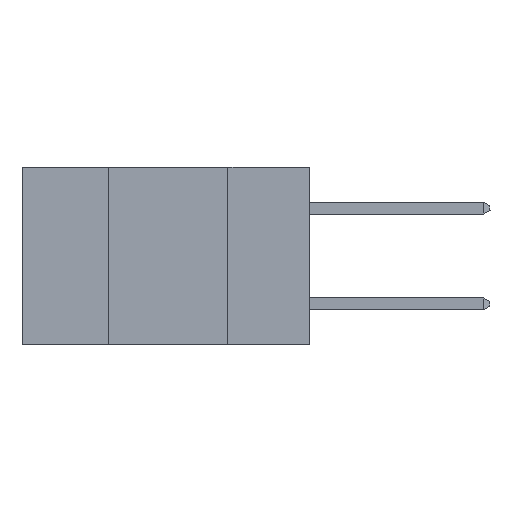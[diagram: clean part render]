
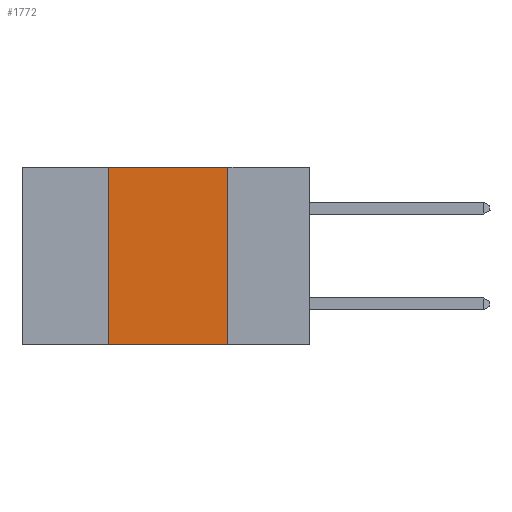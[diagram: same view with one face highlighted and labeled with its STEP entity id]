
A CAD part, left-side view. The second image highlights one B-rep face of the part: STEP entity #1772.
In plain terms, the highlighted planar face has unit normal (-1, 0, 0).
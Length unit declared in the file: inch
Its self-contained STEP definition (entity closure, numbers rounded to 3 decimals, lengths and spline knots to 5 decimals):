
#753 = DIRECTION ( 'NONE',  ( 0., -1., 0. ) ) ;
#1447 = VECTOR ( 'NONE', #5544, 39.37008 ) ;
#1579 = VERTEX_POINT ( 'NONE', #11003 ) ;
#1772 = ADVANCED_FACE ( 'NONE', ( #4502 ), #16996, .F. ) ;
#2617 = ORIENTED_EDGE ( 'NONE', *, *, #20980, .F. ) ;
#2821 = CARTESIAN_POINT ( 'NONE',  ( 0., 0.42, 0. ) ) ;
#4502 = FACE_OUTER_BOUND ( 'NONE', #9056, .T. ) ;
#4817 = VECTOR ( 'NONE', #753, 39.37008 ) ;
#5544 = DIRECTION ( 'NONE',  ( 0., -1., 0. ) ) ;
#5619 = CARTESIAN_POINT ( 'NONE',  ( 0., 0.6, -0.37 ) ) ;
#5888 = DIRECTION ( 'NONE',  ( 0., 0., -1. ) ) ;
#5936 = LINE ( 'NONE', #5619, #1447 ) ;
#6043 = LINE ( 'NONE', #2821, #9688 ) ;
#7136 = CARTESIAN_POINT ( 'NONE',  ( 0., 0.42, -0.37 ) ) ;
#8003 = DIRECTION ( 'NONE',  ( 1., 0., 0. ) ) ;
#8346 = LINE ( 'NONE', #12974, #19898 ) ;
#9056 = EDGE_LOOP ( 'NONE', ( #2617, #21467, #20369, #21802 ) ) ;
#9516 = VERTEX_POINT ( 'NONE', #9869 ) ;
#9688 = VECTOR ( 'NONE', #15203, 39.37008 ) ;
#9790 = DIRECTION ( 'NONE',  ( 0., 0., -1. ) ) ;
#9869 = CARTESIAN_POINT ( 'NONE',  ( 0., 0.17, -0.37 ) ) ;
#10002 = AXIS2_PLACEMENT_3D ( 'NONE', #18771, #8003, #9790 ) ;
#11003 = CARTESIAN_POINT ( 'NONE',  ( 0., 0.17, 0. ) ) ;
#12974 = CARTESIAN_POINT ( 'NONE',  ( 0., 0.17, 0. ) ) ;
#13527 = EDGE_CURVE ( 'NONE', #16817, #1579, #19766, .T. ) ;
#14039 = CARTESIAN_POINT ( 'NONE',  ( 0., 0.42, 0. ) ) ;
#15203 = DIRECTION ( 'NONE',  ( 0., 0., 1. ) ) ;
#15672 = EDGE_CURVE ( 'NONE', #16946, #16817, #6043, .T. ) ;
#16526 = CARTESIAN_POINT ( 'NONE',  ( 0., 0.6, 0. ) ) ;
#16817 = VERTEX_POINT ( 'NONE', #14039 ) ;
#16946 = VERTEX_POINT ( 'NONE', #7136 ) ;
#16996 = PLANE ( 'NONE',  #10002 ) ;
#17632 = EDGE_CURVE ( 'NONE', #16946, #9516, #5936, .T. ) ;
#18771 = CARTESIAN_POINT ( 'NONE',  ( 0., 0.6, 0. ) ) ;
#19766 = LINE ( 'NONE', #16526, #4817 ) ;
#19898 = VECTOR ( 'NONE', #5888, 39.37008 ) ;
#20369 = ORIENTED_EDGE ( 'NONE', *, *, #15672, .F. ) ;
#20980 = EDGE_CURVE ( 'NONE', #1579, #9516, #8346, .T. ) ;
#21467 = ORIENTED_EDGE ( 'NONE', *, *, #13527, .F. ) ;
#21802 = ORIENTED_EDGE ( 'NONE', *, *, #17632, .T. ) ;
